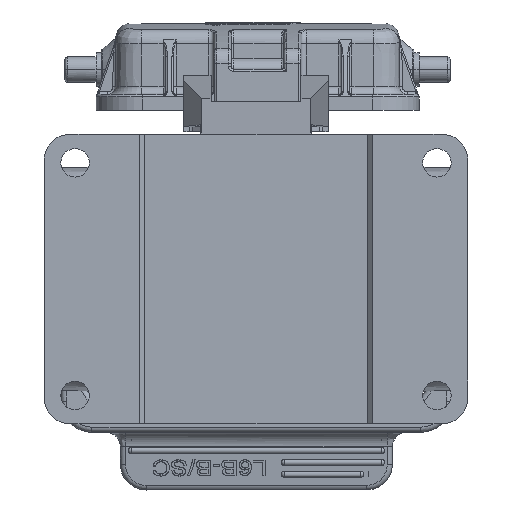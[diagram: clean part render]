
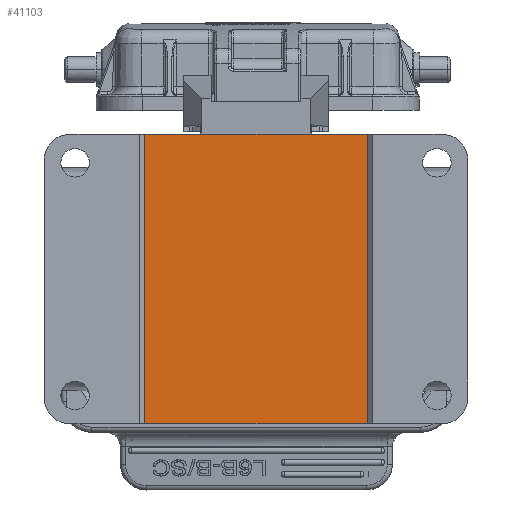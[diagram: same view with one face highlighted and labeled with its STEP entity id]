
A CAD part, front view. The second image highlights one B-rep face of the part: STEP entity #41103.
In plain terms, the highlighted planar face has unit normal (0, -1, 0).
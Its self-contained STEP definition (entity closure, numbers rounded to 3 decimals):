
#7555=DIRECTION('',(1.,0.,0.));
#7556=VECTOR('',#7555,43.);
#7557=CARTESIAN_POINT('',(-21.5,1.,28.));
#7558=LINE('',#7557,#7556);
#7559=DIRECTION('',(-1.,0.,0.));
#7560=VECTOR('',#7559,43.);
#7561=CARTESIAN_POINT('',(21.5,1.,-28.));
#7562=LINE('',#7561,#7560);
#7563=DIRECTION('',(0.,0.,1.));
#7564=VECTOR('',#7563,56.);
#7565=CARTESIAN_POINT('',(-21.5,1.,-28.));
#7566=LINE('',#7565,#7564);
#7567=DIRECTION('',(0.,0.,1.));
#7568=VECTOR('',#7567,56.);
#7569=CARTESIAN_POINT('',(21.5,1.,-28.));
#7570=LINE('',#7569,#7568);
#24133=CARTESIAN_POINT('',(21.5,1.,-28.));
#24134=VERTEX_POINT('',#24133);
#24135=CARTESIAN_POINT('',(21.5,1.,28.));
#24136=VERTEX_POINT('',#24135);
#24145=CARTESIAN_POINT('',(-21.5,1.,-28.));
#24146=VERTEX_POINT('',#24145);
#24159=CARTESIAN_POINT('',(-21.5,1.,28.));
#24160=VERTEX_POINT('',#24159);
#41091=CARTESIAN_POINT('',(0.,1.,0.));
#41092=DIRECTION('',(0.,1.,0.));
#41093=DIRECTION('',(-1.,0.,0.));
#41094=AXIS2_PLACEMENT_3D('',#41091,#41092,#41093);
#41095=PLANE('',#41094);
#41096=ORIENTED_EDGE('',*,*,#40859,.T.);
#41098=ORIENTED_EDGE('',*,*,#41097,.F.);
#41099=ORIENTED_EDGE('',*,*,#41080,.T.);
#41100=ORIENTED_EDGE('',*,*,#40839,.T.);
#41101=EDGE_LOOP('',(#41096,#41098,#41099,#41100));
#41102=FACE_OUTER_BOUND('',#41101,.F.);
#40839=EDGE_CURVE('',#24146,#24160,#7566,.T.);
#40859=EDGE_CURVE('',#24160,#24136,#7558,.T.);
#41080=EDGE_CURVE('',#24134,#24146,#7562,.T.);
#41097=EDGE_CURVE('',#24134,#24136,#7570,.T.);
#41103=ADVANCED_FACE('',(#41102),#41095,.F.);
